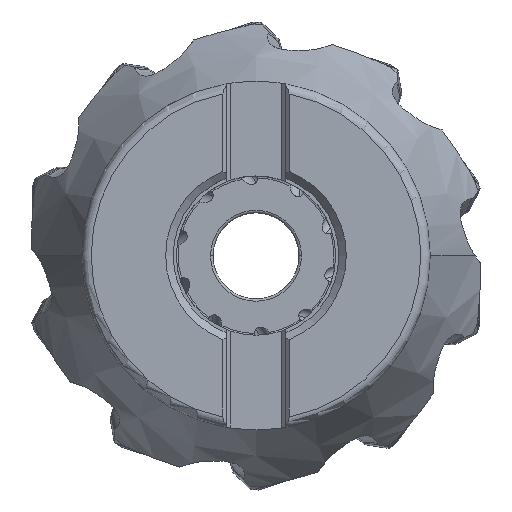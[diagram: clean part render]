
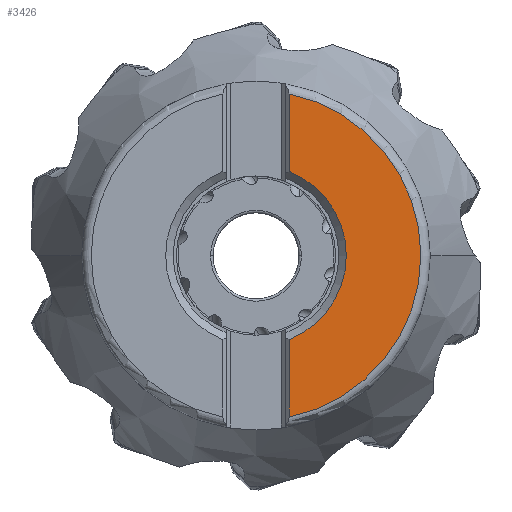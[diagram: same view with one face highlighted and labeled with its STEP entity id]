
A CAD part, top view. The second image highlights one B-rep face of the part: STEP entity #3426.
In plain terms, the highlighted planar face has unit normal (0, 0, 1).
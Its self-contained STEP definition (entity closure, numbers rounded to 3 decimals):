
#599=PLANE('',#19267);
#1484=LINE('',#34597,#2534);
#1485=LINE('',#34601,#2535);
#2534=VECTOR('',#22360,1.);
#2535=VECTOR('',#22365,1.);
#3426=ADVANCED_FACE('',(#4872),#599,.T.);
#4872=FACE_OUTER_BOUND('',#5872,.T.);
#5872=EDGE_LOOP('',(#9192,#9193,#9194,#9195,#9196));
#9192=ORIENTED_EDGE('',*,*,#15955,.F.);
#9193=ORIENTED_EDGE('',*,*,#15956,.T.);
#9194=ORIENTED_EDGE('',*,*,#15949,.F.);
#9195=ORIENTED_EDGE('',*,*,#15948,.F.);
#9196=ORIENTED_EDGE('',*,*,#15954,.T.);
#13835=VERTEX_POINT('',#34553);
#13836=VERTEX_POINT('',#34554);
#13837=VERTEX_POINT('',#34556);
#13839=VERTEX_POINT('',#34596);
#13840=VERTEX_POINT('',#34600);
#15948=EDGE_CURVE('',#13835,#13836,#17777,.T.);
#15949=EDGE_CURVE('',#13836,#13837,#17778,.T.);
#15954=EDGE_CURVE('',#13835,#13839,#1484,.T.);
#15955=EDGE_CURVE('',#13840,#13839,#17779,.T.);
#15956=EDGE_CURVE('',#13840,#13837,#1485,.T.);
#17777=CIRCLE('',#19262,26.281);
#17778=CIRCLE('',#19263,26.281);
#17779=CIRCLE('',#19266,14.4);
#19262=AXIS2_PLACEMENT_3D('',#34552,#22354,#22355);
#19263=AXIS2_PLACEMENT_3D('',#34555,#22356,#22357);
#19266=AXIS2_PLACEMENT_3D('',#34599,#22363,#22364);
#19267=AXIS2_PLACEMENT_3D('',#34602,#22366,#22367);
#22354=DIRECTION('',(0.,0.,-1.));
#22355=DIRECTION('',(0.2,0.98,0.));
#22356=DIRECTION('',(0.,0.,-1.));
#22357=DIRECTION('',(1.,-0.001,0.));
#22360=DIRECTION('',(0.,-1.,0.));
#22363=DIRECTION('',(0.,0.,1.));
#22364=DIRECTION('',(0.365,-0.931,0.));
#22365=DIRECTION('',(0.,-1.,0.));
#22366=DIRECTION('',(0.,0.,1.));
#22367=DIRECTION('',(-1.,0.,0.));
#34552=CARTESIAN_POINT('',(0.,0.,0.));
#34553=CARTESIAN_POINT('',(5.263,25.749,0.));
#34554=CARTESIAN_POINT('',(26.281,-0.021,0.));
#34555=CARTESIAN_POINT('',(0.,0.,0.));
#34556=CARTESIAN_POINT('',(5.263,-25.749,0.));
#34596=CARTESIAN_POINT('',(5.263,13.404,0.));
#34597=CARTESIAN_POINT('',(5.263,25.749,0.));
#34599=CARTESIAN_POINT('',(0.,0.,0.));
#34600=CARTESIAN_POINT('',(5.263,-13.404,0.));
#34601=CARTESIAN_POINT('',(5.263,-13.404,0.));
#34602=CARTESIAN_POINT('',(15.772,0.,0.));
